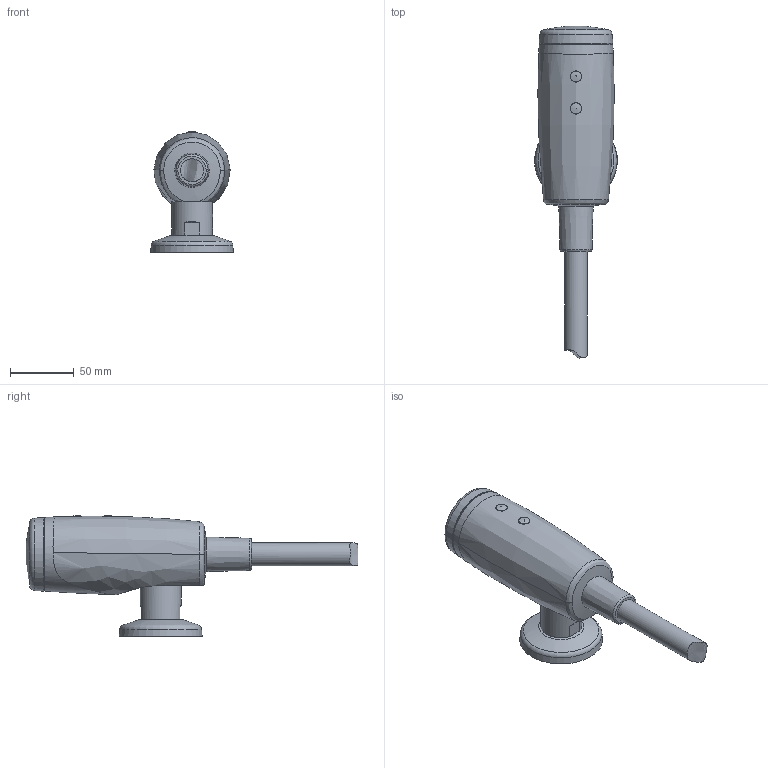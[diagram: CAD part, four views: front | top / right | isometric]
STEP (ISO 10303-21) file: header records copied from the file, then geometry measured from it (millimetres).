
FILE_DESCRIPTION (( 'STEP AP203' ), '1' );
FILE_NAME ('6567B+09440172.STEP', '2017-03-09T05:57:34', ( '' ), ( '' ), 'SwSTEP 2.0', 'SolidWorks 2016', '' );
FILE_SCHEMA (( 'CONFIG_CONTROL_DESIGN' ));
Length unit declared in the file: millimetre
Products named in the file (1): 6567B+09440172
Bounding box: 64.98 x 260.41 x 94.78 mm (x, y, z)
Volume: 460285.5 mm3; surface area: 46914.5 mm2
Topology: 3 solids, 3 shells, 51 faces, 109 edges, 72 vertices
Faces by surface type: plane 17, bspline 10, torus 8, cone 7, cylinder 7, sphere 2
Full cylindrical faces by diameter (mm): 8.607 x2, 18 x1, 20.3 x1, 32.2 x1, 57 x1
Entity records: 3176 total; most frequent: CARTESIAN_POINT 2210, DIRECTION 164, ORIENTED_EDGE 156, EDGE_LOOP 80, EDGE_CURVE 78, AXIS2_PLACEMENT_3D 76, FACE_OUTER_BOUND 66, VERTEX_POINT 62
